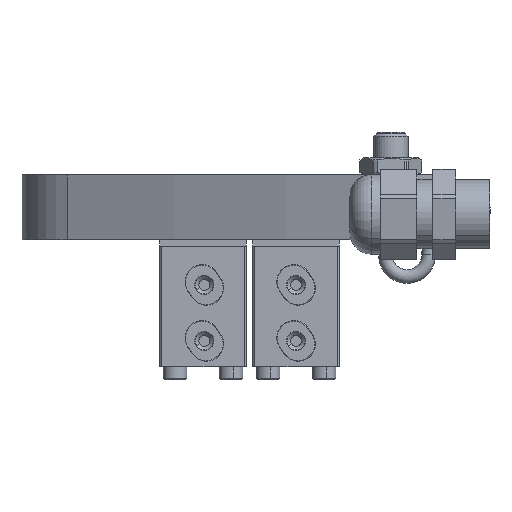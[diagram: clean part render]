
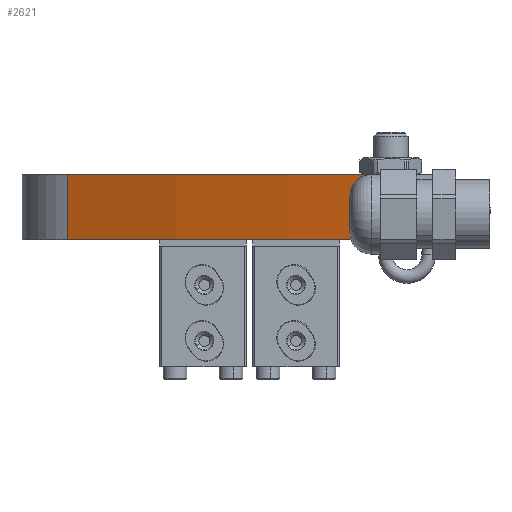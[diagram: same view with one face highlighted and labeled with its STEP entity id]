
A CAD part, left-side view. The second image highlights one B-rep face of the part: STEP entity #2621.
In plain terms, the highlighted cylindrical face has radius 400 mm (diameter 800 mm), a partial arc.
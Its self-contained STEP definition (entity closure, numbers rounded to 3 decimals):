
#1381 = AXIS2_PLACEMENT_3D ( 'NONE', #3218, #11376, #15131 ) ;
#1634 = ORIENTED_EDGE ( 'NONE', *, *, #12686, .T. ) ;
#1733 = CARTESIAN_POINT ( 'NONE',  ( -83., -38.003, -7.5 ) ) ;
#1739 = AXIS2_PLACEMENT_3D ( 'NONE', #2221, #11736, #7888 ) ;
#1846 = CARTESIAN_POINT ( 'NONE',  ( -50.884, 39.549, -7.5 ) ) ;
#1932 = DIRECTION ( 'NONE',  ( 1., 0., 0. ) ) ;
#2169 = CIRCLE ( 'NONE', #1381, 400. ) ;
#2221 = CARTESIAN_POINT ( 'NONE',  ( 300.581, -151.429, 7.5 ) ) ;
#2621 = ADVANCED_FACE ( 'NONE', ( #3412 ), #14017, .T. ) ;
#2640 = DIRECTION ( 'NONE',  ( 0., 0., -1. ) ) ;
#3218 = CARTESIAN_POINT ( 'NONE',  ( 300.581, -151.429, -7.5 ) ) ;
#3412 = FACE_OUTER_BOUND ( 'NONE', #6514, .T. ) ;
#3844 = CIRCLE ( 'NONE', #1739, 400. ) ;
#4079 = VECTOR ( 'NONE', #2640, 1000. ) ;
#4385 = LINE ( 'NONE', #1846, #10710 ) ;
#4478 = CARTESIAN_POINT ( 'NONE',  ( -50.884, 39.549, 7.5 ) ) ;
#4533 = EDGE_CURVE ( 'NONE', #11990, #11185, #15437, .T. ) ;
#4993 = CARTESIAN_POINT ( 'NONE',  ( -83., -38.003, -7.5 ) ) ;
#5109 = ORIENTED_EDGE ( 'NONE', *, *, #7781, .F. ) ;
#5413 = CARTESIAN_POINT ( 'NONE',  ( -50.884, 39.549, -7.5 ) ) ;
#5576 = CARTESIAN_POINT ( 'NONE',  ( 300.581, -151.429, -7.5 ) ) ;
#5969 = VERTEX_POINT ( 'NONE', #5413 ) ;
#6514 = EDGE_LOOP ( 'NONE', ( #14463, #1634, #8317, #5109 ) ) ;
#7381 = AXIS2_PLACEMENT_3D ( 'NONE', #5576, #15213, #1932 ) ;
#7781 = EDGE_CURVE ( 'NONE', #11185, #5969, #2169, .T. ) ;
#7888 = DIRECTION ( 'NONE',  ( -1., 0., 0. ) ) ;
#8317 = ORIENTED_EDGE ( 'NONE', *, *, #15070, .T. ) ;
#10710 = VECTOR ( 'NONE', #12472, 1000. ) ;
#11185 = VERTEX_POINT ( 'NONE', #1733 ) ;
#11376 = DIRECTION ( 'NONE',  ( 0., 0., -1. ) ) ;
#11736 = DIRECTION ( 'NONE',  ( 0., 0., -1. ) ) ;
#11990 = VERTEX_POINT ( 'NONE', #12674 ) ;
#12472 = DIRECTION ( 'NONE',  ( 0., 0., -1. ) ) ;
#12674 = CARTESIAN_POINT ( 'NONE',  ( -83., -38.003, 7.5 ) ) ;
#12686 = EDGE_CURVE ( 'NONE', #11990, #14609, #3844, .T. ) ;
#14017 = CYLINDRICAL_SURFACE ( 'NONE', #7381, 400. ) ;
#14463 = ORIENTED_EDGE ( 'NONE', *, *, #4533, .F. ) ;
#14609 = VERTEX_POINT ( 'NONE', #4478 ) ;
#15070 = EDGE_CURVE ( 'NONE', #14609, #5969, #4385, .T. ) ;
#15131 = DIRECTION ( 'NONE',  ( -1., 0., 0. ) ) ;
#15213 = DIRECTION ( 'NONE',  ( 0., 0., 1. ) ) ;
#15437 = LINE ( 'NONE', #4993, #4079 ) ;
